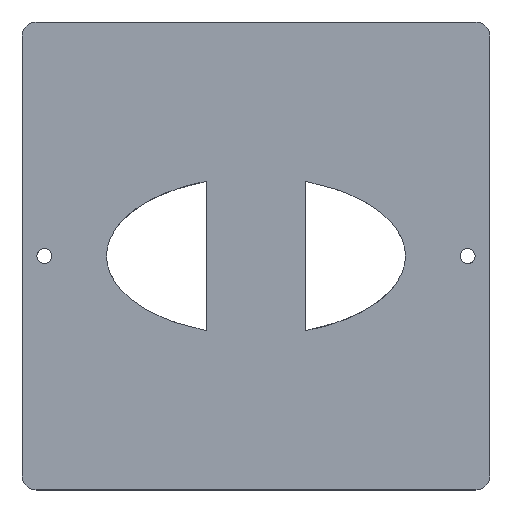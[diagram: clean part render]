
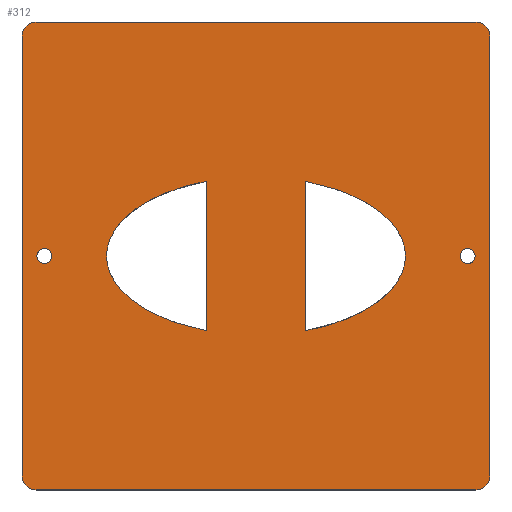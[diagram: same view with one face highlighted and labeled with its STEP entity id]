
A CAD part, top view. The second image highlights one B-rep face of the part: STEP entity #312.
In plain terms, the highlighted planar face has unit normal (0, 0, 1).
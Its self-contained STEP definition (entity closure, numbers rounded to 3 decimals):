
#23=FACE_BOUND('',#79,.T.);
#24=FACE_BOUND('',#80,.T.);
#25=FACE_BOUND('',#81,.T.);
#26=FACE_BOUND('',#82,.T.);
#31=CIRCLE('',#347,2.82);
#32=CIRCLE('',#350,2.82);
#33=CIRCLE('',#353,2.82);
#34=CIRCLE('',#354,2.82);
#36=ELLIPSE('',#333,30.009,15.92);
#38=ELLIPSE('',#335,30.009,15.92);
#40=ELLIPSE('',#338,1.509,1.5);
#42=ELLIPSE('',#340,1.509,1.5);
#58=FACE_OUTER_BOUND('',#78,.T.);
#78=EDGE_LOOP('',(#263,#264,#265,#266,#267,#268,#269,#270));
#79=EDGE_LOOP('',(#271,#272));
#80=EDGE_LOOP('',(#273,#274));
#81=EDGE_LOOP('',(#275));
#82=EDGE_LOOP('',(#276));
#89=LINE('',#451,#115);
#94=LINE('',#485,#120);
#104=LINE('',#558,#130);
#107=LINE('',#566,#133);
#108=LINE('',#571,#134);
#109=LINE('',#574,#135);
#115=VECTOR('',#365,1.);
#120=VECTOR('',#380,1.);
#130=VECTOR('',#414,1.);
#133=VECTOR('',#423,1.);
#134=VECTOR('',#428,1.);
#135=VECTOR('',#431,1.);
#141=VERTEX_POINT('',#448);
#142=VERTEX_POINT('',#450);
#145=VERTEX_POINT('',#478);
#146=VERTEX_POINT('',#480);
#148=VERTEX_POINT('',#506);
#150=VERTEX_POINT('',#529);
#159=VERTEX_POINT('',#550);
#160=VERTEX_POINT('',#552);
#161=VERTEX_POINT('',#556);
#162=VERTEX_POINT('',#560);
#163=VERTEX_POINT('',#564);
#164=VERTEX_POINT('',#568);
#165=VERTEX_POINT('',#569);
#166=VERTEX_POINT('',#572);
#169=EDGE_CURVE('',#142,#141,#89,.T.);
#172=EDGE_CURVE('',#141,#142,#36,.T.);
#175=EDGE_CURVE('',#146,#145,#38,.T.);
#178=EDGE_CURVE('',#145,#146,#94,.T.);
#181=EDGE_CURVE('',#148,#148,#40,.T.);
#184=EDGE_CURVE('',#150,#150,#42,.T.);
#194=EDGE_CURVE('',#159,#160,#31,.T.);
#197=EDGE_CURVE('',#161,#159,#104,.T.);
#199=EDGE_CURVE('',#162,#161,#32,.T.);
#201=EDGE_CURVE('',#163,#162,#107,.T.);
#202=EDGE_CURVE('',#164,#165,#33,.T.);
#203=EDGE_CURVE('',#160,#164,#108,.T.);
#204=EDGE_CURVE('',#166,#163,#34,.T.);
#205=EDGE_CURVE('',#165,#166,#109,.T.);
#263=ORIENTED_EDGE('',*,*,#202,.F.);
#264=ORIENTED_EDGE('',*,*,#203,.F.);
#265=ORIENTED_EDGE('',*,*,#194,.F.);
#266=ORIENTED_EDGE('',*,*,#197,.F.);
#267=ORIENTED_EDGE('',*,*,#199,.F.);
#268=ORIENTED_EDGE('',*,*,#201,.F.);
#269=ORIENTED_EDGE('',*,*,#204,.F.);
#270=ORIENTED_EDGE('',*,*,#205,.F.);
#271=ORIENTED_EDGE('',*,*,#172,.T.);
#272=ORIENTED_EDGE('',*,*,#169,.T.);
#273=ORIENTED_EDGE('',*,*,#178,.T.);
#274=ORIENTED_EDGE('',*,*,#175,.T.);
#275=ORIENTED_EDGE('',*,*,#181,.T.);
#276=ORIENTED_EDGE('',*,*,#184,.T.);
#298=PLANE('',#352);
#312=ADVANCED_FACE('',(#58,#23,#24,#25,#26),#298,.T.);
#333=AXIS2_PLACEMENT_3D('',#464,#369,#370);
#335=AXIS2_PLACEMENT_3D('',#481,#374,#375);
#338=AXIS2_PLACEMENT_3D('',#508,#384,#385);
#340=AXIS2_PLACEMENT_3D('',#531,#389,#390);
#347=AXIS2_PLACEMENT_3D('',#553,#408,#409);
#350=AXIS2_PLACEMENT_3D('',#562,#418,#419);
#352=AXIS2_PLACEMENT_3D('',#567,#424,#425);
#353=AXIS2_PLACEMENT_3D('',#570,#426,#427);
#354=AXIS2_PLACEMENT_3D('',#573,#429,#430);
#365=DIRECTION('',(0.,-1.,0.));
#369=DIRECTION('center_axis',(0.,0.,-1.));
#370=DIRECTION('ref_axis',(-1.,0.,0.));
#374=DIRECTION('center_axis',(0.,0.,-1.));
#375=DIRECTION('ref_axis',(-1.,0.,0.));
#380=DIRECTION('',(0.,1.,0.));
#384=DIRECTION('center_axis',(0.,0.,-1.));
#385=DIRECTION('ref_axis',(0.,1.,0.));
#389=DIRECTION('center_axis',(0.,0.,-1.));
#390=DIRECTION('ref_axis',(0.,1.,0.));
#408=DIRECTION('center_axis',(0.,0.,-1.));
#409=DIRECTION('ref_axis',(-0.707,0.707,0.));
#414=DIRECTION('',(0.,1.,0.));
#418=DIRECTION('center_axis',(0.,0.,-1.));
#419=DIRECTION('ref_axis',(-0.707,-0.707,0.));
#423=DIRECTION('',(-1.,0.,0.));
#424=DIRECTION('center_axis',(0.,0.,1.));
#425=DIRECTION('ref_axis',(1.,0.,0.));
#426=DIRECTION('center_axis',(0.,0.,-1.));
#427=DIRECTION('ref_axis',(0.707,0.707,0.));
#428=DIRECTION('',(1.,0.,0.));
#429=DIRECTION('center_axis',(0.,0.,-1.));
#430=DIRECTION('ref_axis',(0.707,-0.707,0.));
#431=DIRECTION('',(0.,-1.,0.));
#448=CARTESIAN_POINT('',(19.989,-25.008,2.988));
#450=CARTESIAN_POINT('',(19.989,5.008,2.988));
#451=CARTESIAN_POINT('',(19.989,-10.,2.988));
#464=CARTESIAN_POINT('Origin',(30.,-10.,2.988));
#478=CARTESIAN_POINT('',(40.011,-25.008,2.988));
#480=CARTESIAN_POINT('',(40.011,5.008,2.988));
#481=CARTESIAN_POINT('Origin',(30.,-10.,2.988));
#485=CARTESIAN_POINT('',(40.011,-10.,2.988));
#506=CARTESIAN_POINT('',(72.508,-11.508,2.988));
#508=CARTESIAN_POINT('Origin',(72.508,-10.,2.988));
#529=CARTESIAN_POINT('',(-12.508,-11.508,2.988));
#531=CARTESIAN_POINT('Origin',(-12.508,-10.,2.988));
#550=CARTESIAN_POINT('',(-17.,34.18,2.988));
#552=CARTESIAN_POINT('',(-14.18,37.,2.988));
#553=CARTESIAN_POINT('Origin',(-14.18,34.18,2.988));
#556=CARTESIAN_POINT('',(-17.,-54.18,2.988));
#558=CARTESIAN_POINT('',(-17.,-10.,2.988));
#560=CARTESIAN_POINT('',(-14.18,-57.,2.988));
#562=CARTESIAN_POINT('Origin',(-14.18,-54.18,2.988));
#564=CARTESIAN_POINT('',(74.18,-57.,2.988));
#566=CARTESIAN_POINT('',(30.,-57.,2.988));
#567=CARTESIAN_POINT('Origin',(30.,-10.,2.988));
#568=CARTESIAN_POINT('',(74.18,37.,2.988));
#569=CARTESIAN_POINT('',(77.,34.18,2.988));
#570=CARTESIAN_POINT('Origin',(74.18,34.18,2.988));
#571=CARTESIAN_POINT('',(30.,37.,2.988));
#572=CARTESIAN_POINT('',(77.,-54.18,2.988));
#573=CARTESIAN_POINT('Origin',(74.18,-54.18,2.988));
#574=CARTESIAN_POINT('',(77.,-10.,2.988));
